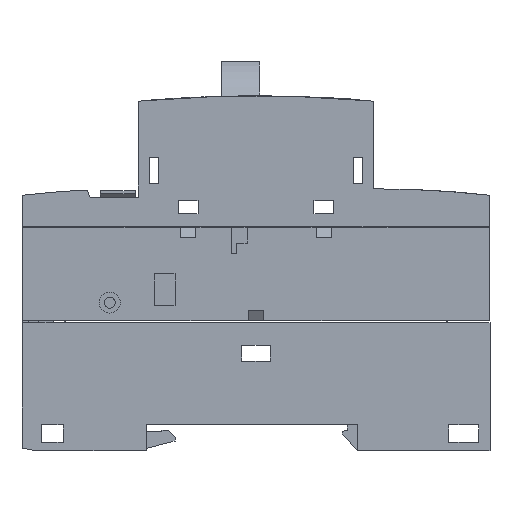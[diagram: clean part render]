
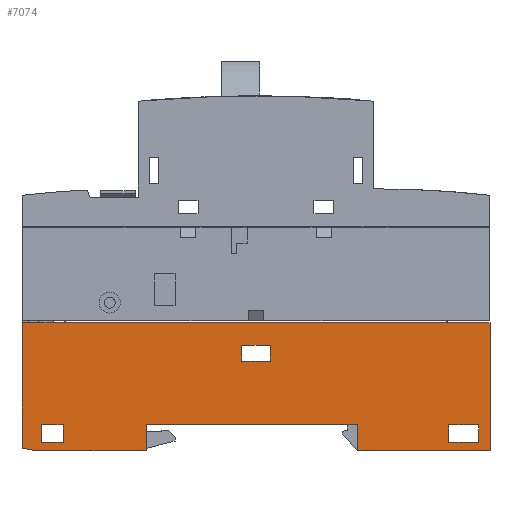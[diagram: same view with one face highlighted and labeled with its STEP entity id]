
A CAD part, left-side view. The second image highlights one B-rep face of the part: STEP entity #7074.
In plain terms, the highlighted planar face has unit normal (-1, 0, 0).
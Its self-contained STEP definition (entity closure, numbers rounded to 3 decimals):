
#7074=ADVANCED_FACE('',(#19023,#19024,#19025,#19026),#19027,.T.);
#13338=VERTEX_POINT('',#25595);
#13342=VERTEX_POINT('',#25599);
#13344=EDGE_CURVE('',#13342,#13338,#25601,.T.);
#13666=VERTEX_POINT('',#25923);
#13670=VERTEX_POINT('',#25927);
#13672=EDGE_CURVE('',#13670,#13666,#25929,.T.);
#13692=VERTEX_POINT('',#25949);
#13696=VERTEX_POINT('',#25953);
#13698=EDGE_CURVE('',#13696,#13692,#25955,.T.);
#13770=VERTEX_POINT('',#26027);
#13774=VERTEX_POINT('',#26031);
#13776=EDGE_CURVE('',#13774,#13770,#26033,.T.);
#13784=VERTEX_POINT('',#26041);
#13786=EDGE_CURVE('',#13784,#13774,#26043,.T.);
#13794=VERTEX_POINT('',#26051);
#13796=EDGE_CURVE('',#13794,#13784,#26053,.T.);
#13802=EDGE_CURVE('',#13770,#13794,#26059,.T.);
#13810=VERTEX_POINT('',#26067);
#13814=VERTEX_POINT('',#26071);
#13816=EDGE_CURVE('',#13814,#13810,#26073,.T.);
#13824=VERTEX_POINT('',#26081);
#13826=EDGE_CURVE('',#13824,#13814,#26083,.T.);
#13834=VERTEX_POINT('',#26091);
#13836=EDGE_CURVE('',#13834,#13824,#26093,.T.);
#13842=EDGE_CURVE('',#13810,#13834,#26099,.T.);
#13846=EDGE_CURVE('',#13692,#13670,#26103,.T.);
#13850=EDGE_CURVE('',#13666,#13696,#26107,.T.);
#14572=VERTEX_POINT('',#26829);
#14576=VERTEX_POINT('',#26833);
#14578=EDGE_CURVE('',#14576,#14572,#26835,.T.);
#14684=VERTEX_POINT('',#26941);
#14688=VERTEX_POINT('',#26945);
#14690=EDGE_CURVE('',#14688,#14684,#26947,.T.);
#14706=EDGE_CURVE('',#14684,#14576,#26963,.T.);
#14712=VERTEX_POINT('',#26969);
#14714=EDGE_CURVE('',#14712,#14688,#26971,.T.);
#14718=VERTEX_POINT('',#26975);
#14722=EDGE_CURVE('',#14572,#14718,#26979,.T.);
#14724=VERTEX_POINT('',#26981);
#14726=EDGE_CURVE('',#14724,#14712,#26983,.T.);
#14730=EDGE_CURVE('',#13342,#14718,#26987,.T.);
#14756=EDGE_CURVE('',#13338,#14724,#27013,.T.);
#19023=FACE_OUTER_BOUND('',#31271,.T.);
#19024=FACE_BOUND('',#31272,.T.);
#19025=FACE_BOUND('',#31273,.T.);
#19026=FACE_BOUND('',#31274,.T.);
#19027=PLANE('',#31275);
#25595=CARTESIAN_POINT('',(0.1,89.6,24.6));
#25599=CARTESIAN_POINT('',(0.1,0.0,24.6));
#25601=LINE('',#41993,#41994);
#25923=CARTESIAN_POINT('',(0.1,85.9,5.0));
#25927=CARTESIAN_POINT('',(0.1,85.9,1.636));
#25929=LINE('',#42511,#42512);
#25949=CARTESIAN_POINT('',(0.1,81.7,1.636));
#25953=CARTESIAN_POINT('',(0.1,81.7,5.0));
#25955=LINE('',#42551,#42552);
#26027=CARTESIAN_POINT('',(0.1,47.5,20.2));
#26031=CARTESIAN_POINT('',(0.1,47.5,17.2));
#26033=LINE('',#42675,#42676);
#26041=CARTESIAN_POINT('',(0.1,42.1,17.2));
#26043=LINE('',#42691,#42692);
#26051=CARTESIAN_POINT('',(0.1,42.1,20.2));
#26053=LINE('',#42707,#42708);
#26059=LINE('',#42719,#42720);
#26067=CARTESIAN_POINT('',(0.1,7.9,5.0));
#26071=CARTESIAN_POINT('',(0.1,7.9,1.636));
#26073=LINE('',#42739,#42740);
#26081=CARTESIAN_POINT('',(0.1,2.2,1.636));
#26083=LINE('',#42755,#42756);
#26091=CARTESIAN_POINT('',(0.1,2.2,5.0));
#26093=LINE('',#42771,#42772);
#26099=LINE('',#42783,#42784);
#26103=LINE('',#42791,#42792);
#26107=LINE('',#42799,#42800);
#26829=CARTESIAN_POINT('',(0.1,25.3,0.));
#26833=CARTESIAN_POINT('',(0.1,25.3,5.));
#26835=LINE('',#43959,#43960);
#26941=CARTESIAN_POINT('',(0.1,65.8,5.));
#26945=CARTESIAN_POINT('',(0.1,65.8,0.));
#26947=LINE('',#44149,#44150);
#26963=LINE('',#44181,#44182);
#26969=CARTESIAN_POINT('',(0.1,86.6,0.));
#26971=LINE('',#44195,#44196);
#26975=CARTESIAN_POINT('',(0.1,0.0,0.));
#26979=LINE('',#44209,#44210);
#26981=CARTESIAN_POINT('',(0.1,89.6,0.529));
#26983=LINE('',#44215,#44216);
#26987=LINE('',#44223,#44224);
#27013=LINE('',#44269,#44270);
#31271=EDGE_LOOP('',(#54643,#54644,#54645,#54646,#54647,#54648,#54649,#54650,#54651));
#31272=EDGE_LOOP('',(#54652,#54653,#54654,#54655));
#31273=EDGE_LOOP('',(#54656,#54657,#54658,#54659));
#31274=EDGE_LOOP('',(#54660,#54661,#54662,#54663));
#31275=AXIS2_PLACEMENT_3D('',#54664,#54665,#54666);
#41993=CARTESIAN_POINT('',(0.1,66.95,24.6));
#41994=VECTOR('',#60095,1.0);
#42511=CARTESIAN_POINT('',(0.1,85.9,15.459));
#42512=VECTOR('',#60195,1.0);
#42551=CARTESIAN_POINT('',(0.1,81.7,15.459));
#42552=VECTOR('',#60202,1.0);
#42675=CARTESIAN_POINT('',(0.1,47.5,23.9));
#42676=VECTOR('',#60225,1.0);
#42691=CARTESIAN_POINT('',(0.1,68.55,17.2));
#42692=VECTOR('',#60228,1.0);
#42707=CARTESIAN_POINT('',(0.1,42.1,22.4));
#42708=VECTOR('',#60231,1.0);
#42719=CARTESIAN_POINT('',(0.1,65.85,20.2));
#42720=VECTOR('',#60234,1.0);
#42739=CARTESIAN_POINT('',(0.1,7.9,15.459));
#42740=VECTOR('',#60237,1.0);
#42755=CARTESIAN_POINT('',(0.1,47.325,1.636));
#42756=VECTOR('',#60240,1.0);
#42771=CARTESIAN_POINT('',(0.1,2.2,15.459));
#42772=VECTOR('',#60243,1.0);
#42783=CARTESIAN_POINT('',(0.1,47.325,5.0));
#42784=VECTOR('',#60246,1.0);
#42791=CARTESIAN_POINT('',(0.1,86.7,1.636));
#42792=VECTOR('',#60248,1.0);
#42799=CARTESIAN_POINT('',(0.1,86.7,5.0));
#42800=VECTOR('',#60250,1.0);
#43959=CARTESIAN_POINT('',(0.1,25.3,4.6));
#43960=VECTOR('',#60466,1.0);
#44149=CARTESIAN_POINT('',(0.1,65.8,4.6));
#44150=VECTOR('',#60505,1.0);
#44181=CARTESIAN_POINT('',(0.1,67.852,5.));
#44182=VECTOR('',#60513,1.0);
#44195=CARTESIAN_POINT('',(0.1,89.6,0.));
#44196=VECTOR('',#60516,1.0);
#44209=CARTESIAN_POINT('',(0.1,89.6,0.));
#44210=VECTOR('',#60519,1.0);
#44215=CARTESIAN_POINT('',(0.1,90.415,0.673));
#44216=VECTOR('',#60520,1.0);
#44223=CARTESIAN_POINT('',(0.1,0.0,27.6));
#44224=VECTOR('',#60522,1.0);
#44269=CARTESIAN_POINT('',(0.1,89.6,27.6));
#44270=VECTOR('',#60532,1.0);
#54643=ORIENTED_EDGE('',*,*,#14578,.T.);
#54644=ORIENTED_EDGE('',*,*,#14722,.T.);
#54645=ORIENTED_EDGE('',*,*,#14730,.F.);
#54646=ORIENTED_EDGE('',*,*,#13344,.T.);
#54647=ORIENTED_EDGE('',*,*,#14756,.T.);
#54648=ORIENTED_EDGE('',*,*,#14726,.T.);
#54649=ORIENTED_EDGE('',*,*,#14714,.T.);
#54650=ORIENTED_EDGE('',*,*,#14690,.T.);
#54651=ORIENTED_EDGE('',*,*,#14706,.T.);
#54652=ORIENTED_EDGE('',*,*,#13796,.T.);
#54653=ORIENTED_EDGE('',*,*,#13786,.T.);
#54654=ORIENTED_EDGE('',*,*,#13776,.T.);
#54655=ORIENTED_EDGE('',*,*,#13802,.T.);
#54656=ORIENTED_EDGE('',*,*,#13836,.T.);
#54657=ORIENTED_EDGE('',*,*,#13826,.T.);
#54658=ORIENTED_EDGE('',*,*,#13816,.T.);
#54659=ORIENTED_EDGE('',*,*,#13842,.T.);
#54660=ORIENTED_EDGE('',*,*,#13698,.T.);
#54661=ORIENTED_EDGE('',*,*,#13846,.T.);
#54662=ORIENTED_EDGE('',*,*,#13672,.T.);
#54663=ORIENTED_EDGE('',*,*,#13850,.T.);
#54664=CARTESIAN_POINT('',(0.1,89.6,27.6));
#54665=DIRECTION('',(-1.0,0.0,0.0));
#54666=DIRECTION('',(0.0,1.0,0.0));
#60095=DIRECTION('',(0.0,1.0,0.0));
#60195=DIRECTION('',(-0.0,0.0,1.0));
#60202=DIRECTION('',(0.0,0.0,-1.0));
#60225=DIRECTION('',(-0.0,0.0,1.0));
#60228=DIRECTION('',(0.0,1.0,0.0));
#60231=DIRECTION('',(0.0,0.0,-1.0));
#60234=DIRECTION('',(0.0,-1.0,0.0));
#60237=DIRECTION('',(-0.0,0.0,1.0));
#60240=DIRECTION('',(0.0,1.0,0.0));
#60243=DIRECTION('',(0.0,0.0,-1.0));
#60246=DIRECTION('',(0.0,-1.0,0.0));
#60248=DIRECTION('',(0.0,1.0,0.0));
#60250=DIRECTION('',(0.0,-1.0,0.0));
#60466=DIRECTION('',(0.0,0.0,-1.0));
#60505=DIRECTION('',(-0.0,0.0,1.0));
#60513=DIRECTION('',(0.0,-1.0,0.0));
#60516=DIRECTION('',(0.0,-1.0,0.0));
#60519=DIRECTION('',(0.0,-1.0,0.0));
#60520=DIRECTION('',(0.0,-0.985,-0.174));
#60522=DIRECTION('',(0.0,0.0,-1.0));
#60532=DIRECTION('',(0.0,0.0,-1.0));
